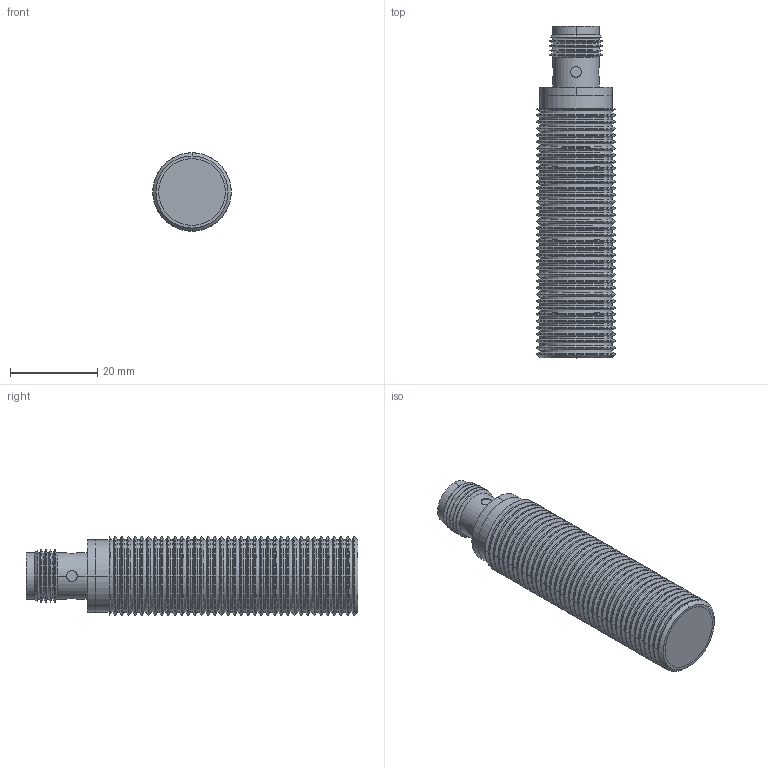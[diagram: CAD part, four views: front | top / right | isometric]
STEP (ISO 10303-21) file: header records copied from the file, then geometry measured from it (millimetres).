
FILE_DESCRIPTION(('STEP AP214'),'1');
FILE_NAME('cctmp_517299AF-73CA-4370-A4D1-489F3BDB548E_2022_07_25_12_47_58_0087..stp','2022-07-25T10:47:58',('Pepperl+Fuchs GmbH'),('CADClick - www.CADClick.com'),'Spatial InterOp 3D',' ','unknown authorization');
FILE_SCHEMA(('AUTOMOTIVE_DESIGN'));
Length unit declared in the file: millimetre
Products named in the file (6): cc_unnamed; NBB8-18GM60-A2-V1_4; NBB8-18GM60-A2-V1_3; NBB8-18GM60-A2-V1_2; NBB8-18GM60-A2-V1_1; NBB8-18GM60-A2-V1
Assembly tree (5 placements, depth 2):
  cc_unnamed
    NBB8-18GM60-A2-V1_4
    NBB8-18GM60-A2-V1_3
    NBB8-18GM60-A2-V1_2
    NBB8-18GM60-A2-V1_1
    NBB8-18GM60-A2-V1
Bounding box: 18 x 76.01 x 18 mm (x, y, z)
Volume: 15929.3 mm3; surface area: 10336.4 mm2
Topology: 8 solids, 8 shells, 445 faces, 940 edges, 510 vertices
Faces by surface type: cylinder 215, cone 184, plane 38, sphere 8
Entity records: 15601 total; most frequent: DIRECTION 2292, CARTESIAN_POINT 2165, ORIENTED_EDGE 1848, AXIS2_PLACEMENT_3D 941, EDGE_CURVE 924, VERTEX_POINT 510, CIRCLE 490, EDGE_LOOP 470
